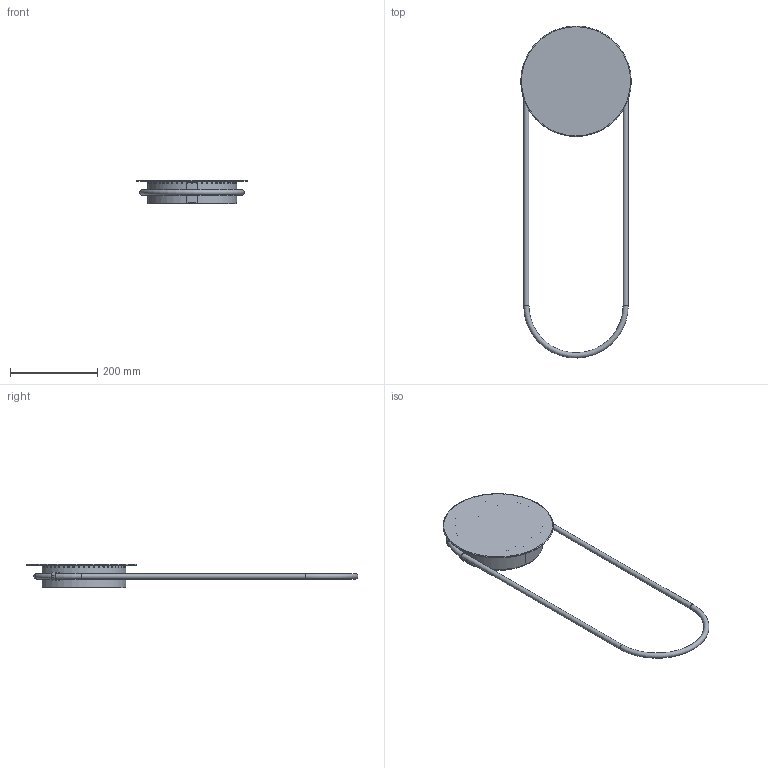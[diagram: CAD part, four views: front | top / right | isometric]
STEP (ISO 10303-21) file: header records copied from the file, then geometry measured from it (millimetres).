
FILE_DESCRIPTION (( 'STEP AP203' ), '1' );
FILE_NAME ('RA Wall.STEP', '2018-07-03T10:05:23', ( '' ), ( '' ), 'SwSTEP 2.0', 'SolidWorks 2015', '' );
FILE_SCHEMA (( 'CONFIG_CONTROL_DESIGN' ));
Length unit declared in the file: inch
Products named in the file (1): RA Wall
Bounding box: 254 x 762.43 x 54.42 mm (x, y, z)
Volume: 680801.9 mm3; surface area: 404827.1 mm2
Topology: 4 solids, 22 shells, 495 faces, 1210 edges, 732 vertices
Faces by surface type: plane 237, cylinder 233, torus 23, cone 2
Full cylindrical faces by diameter (mm): 2.184 x4, 2.718 x2, 3.048 x2, 3.175 x45, 4.166 x3, 4.25 x6, 4.318 x2, 6.833 x1, 6.92 x2, 9.525 x1, 10.319 x2, 12 x2, 12.7 x2, 25.273 x2, 31.623 x4, 31.75 x2, 32.385 x2, 32.766 x2, 41.529 x2, 254 x1
Entity records: 19377 total; most frequent: CARTESIAN_POINT 8303, DIRECTION 2176, ORIENTED_EDGE 2140, EDGE_CURVE 1070, AXIS2_PLACEMENT_3D 776, EDGE_LOOP 743, VERTEX_POINT 707, LINE 624
